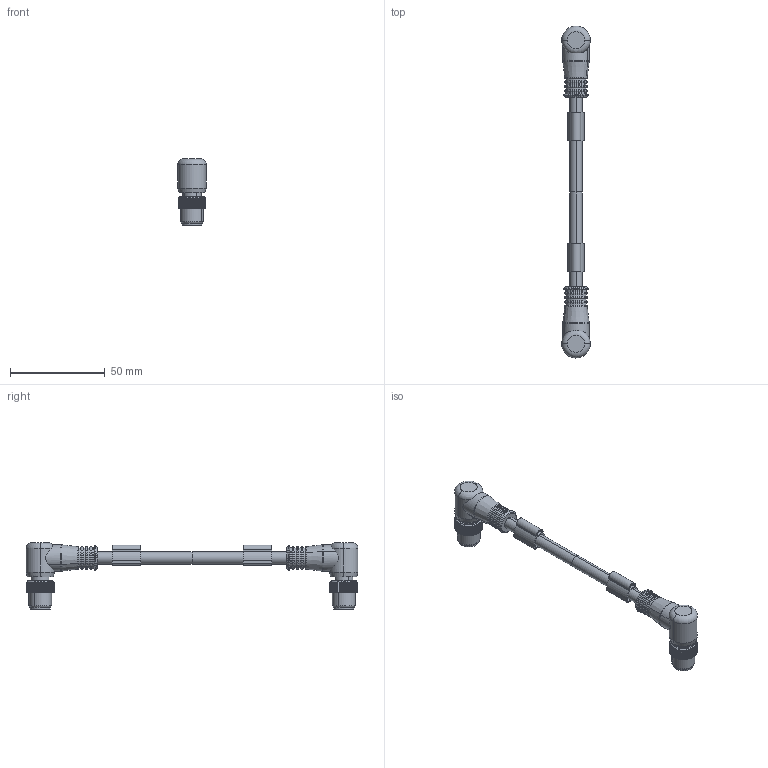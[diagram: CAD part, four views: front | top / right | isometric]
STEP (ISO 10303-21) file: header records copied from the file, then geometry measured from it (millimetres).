
FILE_DESCRIPTION(('CATIA V5 STEP Exchange','CAx-IF Rec.Pracs.--- Model Styling and Organization---1.4--- 2014-01-23'),'2;1');
FILE_NAME ('1453670-1_0_2882290003_2882290003.stp','2022-12-20T10:16:16+00:00',('none'),('Weidmueller'),'CATIA Version 5-6 Release 2016 SP3 HF44','CATIA V5 STEP AP214','none');
FILE_SCHEMA(('AUTOMOTIVE_DESIGN { 1 0 10303 214 1 1 1 1 }'));
Length unit declared in the file: millimetre
Products named in the file (1): 2882290003
Bounding box: 15 x 175 x 35 mm (x, y, z)
Volume: 25457.5 mm3; surface area: 20510.7 mm2
Topology: 22 solids, 22 shells, 2044 faces, 5330 edges, 3350 vertices
Faces by surface type: cylinder 772, plane 574, torus 294, cone 276, bspline 68, sphere 36, extrusion 16, revolution 8
Entity records: 61861 total; most frequent: CARTESIAN_POINT 17941, ORIENTED_EDGE 10556, DIRECTION 6408, EDGE_CURVE 5278, VERTEX_POINT 3350, AXIS2_PLACEMENT_3D 3335, EDGE_LOOP 2188, CIRCLE 2138
